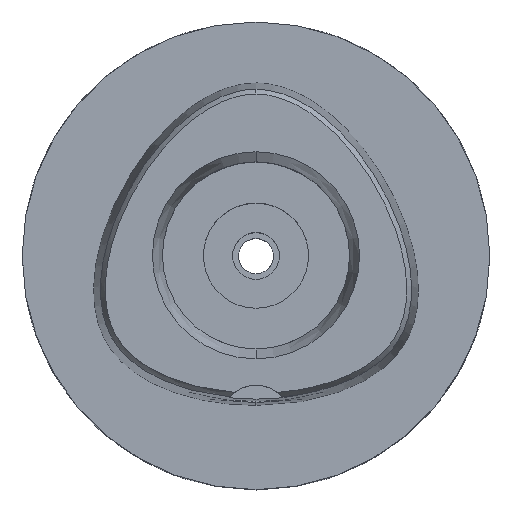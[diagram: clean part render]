
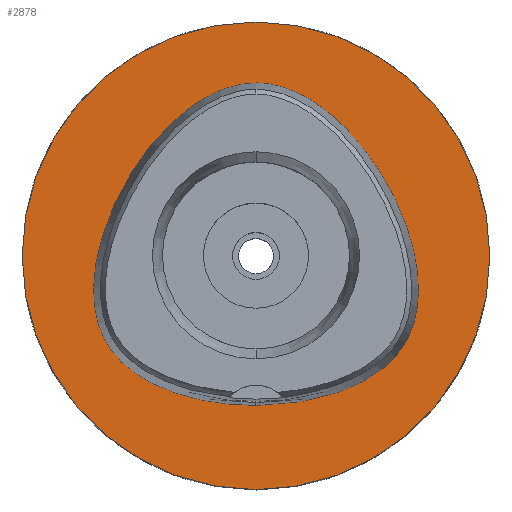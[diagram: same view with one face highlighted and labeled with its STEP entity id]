
A CAD part, top view. The second image highlights one B-rep face of the part: STEP entity #2878.
In plain terms, the highlighted planar face has unit normal (0, 0, 1).
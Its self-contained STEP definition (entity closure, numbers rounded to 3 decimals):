
#292=CARTESIAN_POINT('',(0.,0.,0.));
#293=DIRECTION('',(0.,0.,-1.));
#294=DIRECTION('',(0.,-1.,0.));
#295=AXIS2_PLACEMENT_3D('',#292,#293,#294);
#300=CARTESIAN_POINT('',(0.,0.,0.));
#301=DIRECTION('',(0.,0.,-1.));
#302=DIRECTION('',(0.,1.,0.));
#303=AXIS2_PLACEMENT_3D('',#300,#301,#302);
#308=CARTESIAN_POINT('',(0.,-25.575,0.));
#309=CARTESIAN_POINT('',(1.227,-25.575,0.));
#310=CARTESIAN_POINT('',(3.623,-25.484,
0.));
#311=CARTESIAN_POINT('',(7.097,-25.091,0.));
#312=CARTESIAN_POINT('',(10.296,-24.476,0.));
#313=CARTESIAN_POINT('',(13.172,-23.685,0.));
#314=CARTESIAN_POINT('',(15.701,-22.764,0.));
#315=CARTESIAN_POINT('',(17.894,-21.75,0.));
#316=CARTESIAN_POINT('',(19.776,-20.672,0.));
#317=CARTESIAN_POINT('',(21.379,-19.551,0.));
#318=CARTESIAN_POINT('',(22.738,-18.401,0.));
#319=CARTESIAN_POINT('',(23.885,-17.223,0.));
#320=CARTESIAN_POINT('',(24.841,-16.026,0.));
#321=CARTESIAN_POINT('',(25.634,-14.801,0.));
#322=CARTESIAN_POINT('',(26.299,-13.501,0.));
#323=CARTESIAN_POINT('',(26.859,-12.07,0.));
#324=CARTESIAN_POINT('',(27.304,-10.49,0.));
#325=CARTESIAN_POINT('',(27.622,-8.738,0.));
#326=CARTESIAN_POINT('',(27.79,-6.788,0.));
#327=CARTESIAN_POINT('',(27.783,-4.619,0.));
#328=CARTESIAN_POINT('',(27.564,-2.212,0.));
#329=CARTESIAN_POINT('',(27.097,0.441,0.));
#330=CARTESIAN_POINT('',(26.343,3.328,0.));
#331=CARTESIAN_POINT('',(25.273,6.41,0.));
#332=CARTESIAN_POINT('',(23.88,9.609,0.));
#333=CARTESIAN_POINT('',(22.181,12.823,0.));
#334=CARTESIAN_POINT('',(20.247,15.898,0.));
#335=CARTESIAN_POINT('',(18.172,18.702,0.));
#336=CARTESIAN_POINT('',(16.038,21.166,0.));
#337=CARTESIAN_POINT('',(13.916,23.26,0.));
#338=CARTESIAN_POINT('',(11.853,24.988,0.));
#339=CARTESIAN_POINT('',(9.879,26.378,0.));
#340=CARTESIAN_POINT('',(8.005,27.467,0.));
#341=CARTESIAN_POINT('',(6.233,28.294,0.));
#342=CARTESIAN_POINT('',(4.558,28.894,0.));
#343=CARTESIAN_POINT('',(2.966,29.297,0.));
#344=CARTESIAN_POINT('',(1.45,29.526,
0.));
#345=CARTESIAN_POINT('',(0.477,29.575,
0.));
#346=CARTESIAN_POINT('',(0.,29.575,
0.));
#351=CARTESIAN_POINT('',(0.,29.575,
0.));
#352=CARTESIAN_POINT('',(-0.477,29.575,0.));
#353=CARTESIAN_POINT('',(-1.451,29.526,
0.));
#354=CARTESIAN_POINT('',(-2.967,29.297,0.));
#355=CARTESIAN_POINT('',(-4.558,28.894,0.));
#356=CARTESIAN_POINT('',(-6.234,28.294,0.));
#357=CARTESIAN_POINT('',(-8.006,27.467,0.));
#358=CARTESIAN_POINT('',(-9.879,26.378,0.));
#359=CARTESIAN_POINT('',(-11.853,24.988,0.));
#360=CARTESIAN_POINT('',(-13.915,23.26,0.));
#361=CARTESIAN_POINT('',(-16.037,21.167,0.));
#362=CARTESIAN_POINT('',(-18.171,18.704,0.));
#363=CARTESIAN_POINT('',(-20.245,15.901,0.));
#364=CARTESIAN_POINT('',(-22.179,12.826,0.));
#365=CARTESIAN_POINT('',(-23.878,9.613,0.));
#366=CARTESIAN_POINT('',(-25.271,6.415,0.));
#367=CARTESIAN_POINT('',(-26.341,3.334,0.));
#368=CARTESIAN_POINT('',(-27.095,0.448,0.));
#369=CARTESIAN_POINT('',(-27.563,-2.204,0.));
#370=CARTESIAN_POINT('',(-27.782,-4.611,0.));
#371=CARTESIAN_POINT('',(-27.791,-6.781,0.));
#372=CARTESIAN_POINT('',(-27.623,-8.731,0.));
#373=CARTESIAN_POINT('',(-27.306,-10.483,0.));
#374=CARTESIAN_POINT('',(-26.86,-12.067,0.));
#375=CARTESIAN_POINT('',(-26.302,-13.493,0.));
#376=CARTESIAN_POINT('',(-25.638,-14.794,0.));
#377=CARTESIAN_POINT('',(-24.843,-16.022,0.));
#378=CARTESIAN_POINT('',(-23.885,-17.222,0.));
#379=CARTESIAN_POINT('',(-22.74,-18.398,0.));
#380=CARTESIAN_POINT('',(-21.381,-19.55,0.));
#381=CARTESIAN_POINT('',(-19.778,-20.67,0.));
#382=CARTESIAN_POINT('',(-17.897,-21.748,0.));
#383=CARTESIAN_POINT('',(-15.704,-22.763,0.));
#384=CARTESIAN_POINT('',(-13.175,-23.685,0.));
#385=CARTESIAN_POINT('',(-10.298,-24.476,0.));
#386=CARTESIAN_POINT('',(-7.098,-25.091,0.));
#387=CARTESIAN_POINT('',(-3.623,-25.484,
0.));
#388=CARTESIAN_POINT('',(-1.227,-25.575,0.));
#389=CARTESIAN_POINT('',(0.,-25.575,0.));
#1930=VERTEX_POINT('',#351);
#1931=VERTEX_POINT('',#389);
#1936=CARTESIAN_POINT('',(0.,-40.,0.));
#1937=CARTESIAN_POINT('',(0.,40.,0.));
#1938=VERTEX_POINT('',#1936);
#1939=VERTEX_POINT('',#1937);
#2862=CARTESIAN_POINT('',(0.,0.,0.));
#2863=DIRECTION('',(0.,0.,-1.));
#2864=DIRECTION('',(0.,-1.,0.));
#2865=AXIS2_PLACEMENT_3D('',#2862,#2863,#2864);
#2866=PLANE('',#2865);
#2868=ORIENTED_EDGE('',*,*,#2867,.T.);
#2870=ORIENTED_EDGE('',*,*,#2869,.T.);
#2871=EDGE_LOOP('',(#2868,#2870));
#2872=FACE_OUTER_BOUND('',#2871,.F.);
#2874=ORIENTED_EDGE('',*,*,#2873,.T.);
#2875=ORIENTED_EDGE('',*,*,#2845,.T.);
#2876=EDGE_LOOP('',(#2874,#2875));
#2877=FACE_BOUND('',#2876,.F.);
#296=CIRCLE('',#295,40.);
#304=CIRCLE('',#303,40.);
#347=B_SPLINE_CURVE_WITH_KNOTS('',3,(#308,#309,#310,#311,#312,#313,#314,#315,
#316,#317,#318,#319,#320,#321,#322,#323,#324,#325,#326,#327,#328,#329,#330,#331,
#332,#333,#334,#335,#336,#337,#338,#339,#340,#341,#342,#343,#344,#345,#346),
.UNSPECIFIED.,.F.,.F.,(4,1,1,1,1,1,1,1,1,1,1,1,1,1,1,1,1,1,1,1,1,1,1,1,1,1,1,1,
1,1,1,1,1,1,1,1,4),(0.,0.028,0.056,0.083,
0.111,0.139,0.167,0.194,
0.222,0.25,0.278,0.306,0.333,
0.361,0.389,0.417,0.444,
0.472,0.5,0.528,0.556,0.583,
0.611,0.639,0.667,0.694,
0.722,0.75,0.778,0.806,0.833,
0.861,0.889,0.917,0.944,
0.972,1.),.UNSPECIFIED.);
#390=B_SPLINE_CURVE_WITH_KNOTS('',3,(#351,#352,#353,#354,#355,#356,#357,#358,
#359,#360,#361,#362,#363,#364,#365,#366,#367,#368,#369,#370,#371,#372,#373,#374,
#375,#376,#377,#378,#379,#380,#381,#382,#383,#384,#385,#386,#387,#388,#389),
.UNSPECIFIED.,.F.,.F.,(4,1,1,1,1,1,1,1,1,1,1,1,1,1,1,1,1,1,1,1,1,1,1,1,1,1,1,1,
1,1,1,1,1,1,1,1,4),(0.,0.028,0.056,0.083,
0.111,0.139,0.167,0.194,
0.222,0.25,0.278,0.306,0.333,
0.361,0.389,0.417,0.444,
0.472,0.5,0.528,0.556,0.583,
0.611,0.639,0.667,0.694,
0.722,0.75,0.778,0.806,0.833,
0.861,0.889,0.917,0.944,
0.972,1.),.UNSPECIFIED.);
#2845=EDGE_CURVE('',#1930,#1931,#390,.T.);
#2867=EDGE_CURVE('',#1938,#1939,#296,.T.);
#2869=EDGE_CURVE('',#1939,#1938,#304,.T.);
#2873=EDGE_CURVE('',#1931,#1930,#347,.T.);
#2878=ADVANCED_FACE('',(#2872,#2877),#2866,.F.);
